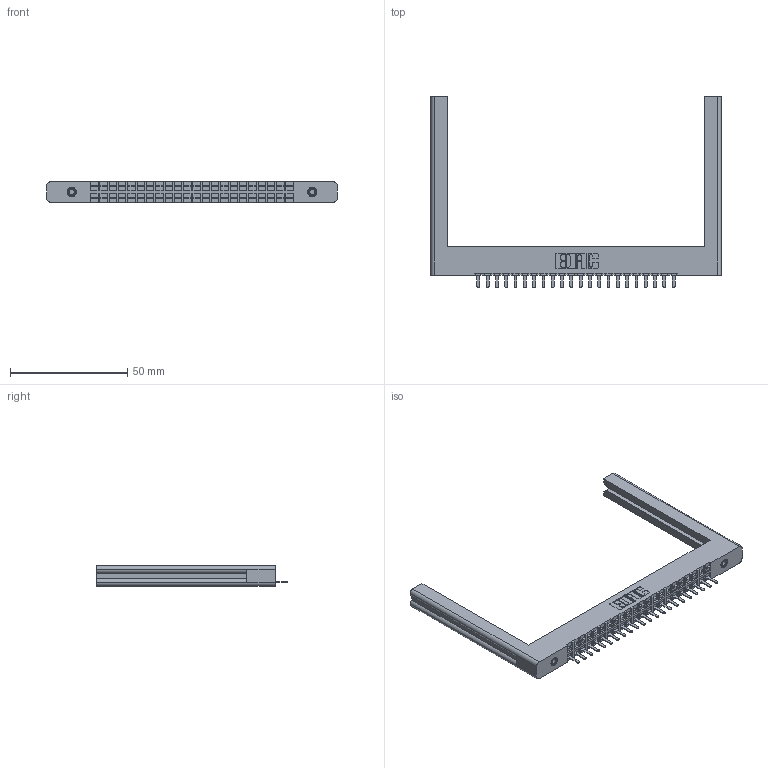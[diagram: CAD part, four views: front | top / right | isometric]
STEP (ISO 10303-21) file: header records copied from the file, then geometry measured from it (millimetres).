
FILE_DESCRIPTION (( 'STEP AP203' ), '1' );
FILE_NAME ('322-022-521-458.STEP', '2018-08-01T11:26:05', ( '' ), ( '' ), 'SwSTEP 2.0', 'SolidWorks 2016', '' );
FILE_SCHEMA (( 'CONFIG_CONTROL_DESIGN' ));
Length unit declared in the file: inch
Products named in the file (4): 307-290-002_521; 322-022-521-458; 322 Part; 307-250-006-100_307-250-006-100
Assembly tree (25 placements, depth 2):
  322-022-521-458
    322 Part
    307-250-006-100_307-250-006-100  x2
    307-290-002_521  x22
Bounding box: 123.83 x 81.61 x 8.71 mm (x, y, z)
Volume: 16167.6 mm3; surface area: 19088 mm2
Topology: 25 solids, 25 shells, 1789 faces, 5581 edges, 3718 vertices
Faces by surface type: plane 1217, cylinder 568, cone 4
Entity records: 23645 total; most frequent: ORIENTED_EDGE 4074, CARTESIAN_POINT 4068, DIRECTION 3635, EDGE_CURVE 2037, VECTOR 1789, LINE 1789, VERTEX_POINT 1356, AXIS2_PLACEMENT_3D 923
